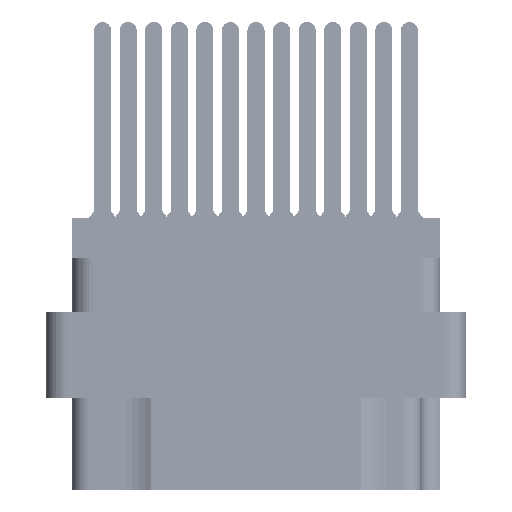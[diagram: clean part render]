
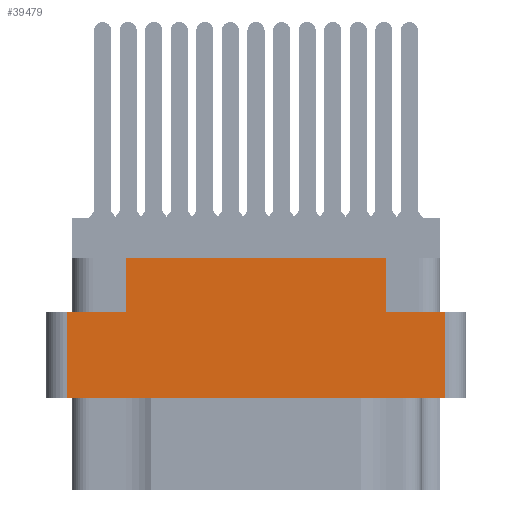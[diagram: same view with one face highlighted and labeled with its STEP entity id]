
A CAD part, left-side view. The second image highlights one B-rep face of the part: STEP entity #39479.
In plain terms, the highlighted planar face has unit normal (-1, 0, 0).
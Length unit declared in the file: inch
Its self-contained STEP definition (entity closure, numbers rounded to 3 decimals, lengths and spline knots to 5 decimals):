
#549 = CARTESIAN_POINT ( 'NONE',  ( -1.359, 0.617, -0.117 ) ) ;
#666 = EDGE_CURVE ( 'NONE', #72700, #24185, #73845, .T. ) ;
#1145 = AXIS2_PLACEMENT_3D ( 'NONE', #39717, #61998, #27944 ) ;
#5828 = EDGE_CURVE ( 'NONE', #72700, #71291, #21244, .T. ) ;
#6937 = VECTOR ( 'NONE', #66185, 39.37008 ) ;
#7426 = CARTESIAN_POINT ( 'NONE',  ( -1.359, 0.555, -0.529 ) ) ;
#8268 = CARTESIAN_POINT ( 'NONE',  ( -1.359, -0.555, -0.277 ) ) ;
#8646 = VERTEX_POINT ( 'NONE', #24453 ) ;
#8842 = CARTESIAN_POINT ( 'NONE',  ( -1.359, -0.3825, -0.277 ) ) ;
#10554 = VERTEX_POINT ( 'NONE', #40850 ) ;
#11523 = DIRECTION ( 'NONE',  ( 0., 1., 0. ) ) ;
#12825 = VECTOR ( 'NONE', #51832, 39.37008 ) ;
#15054 = LINE ( 'NONE', #8842, #71505 ) ;
#15178 = ORIENTED_EDGE ( 'NONE', *, *, #33888, .T. ) ;
#16012 = EDGE_CURVE ( 'NONE', #37941, #10554, #55248, .T. ) ;
#16254 = CARTESIAN_POINT ( 'NONE',  ( -1.359, 0.555, -0.798 ) ) ;
#18022 = CARTESIAN_POINT ( 'NONE',  ( -1.359, -0.555, -0.798 ) ) ;
#19369 = CARTESIAN_POINT ( 'NONE',  ( -1.359, 0., -0.277 ) ) ;
#21043 = VERTEX_POINT ( 'NONE', #63293 ) ;
#21244 = LINE ( 'NONE', #66442, #6937 ) ;
#23137 = EDGE_CURVE ( 'NONE', #21043, #58308, #40475, .T. ) ;
#24185 = VERTEX_POINT ( 'NONE', #7426 ) ;
#24453 = CARTESIAN_POINT ( 'NONE',  ( -1.359, -0.555, -0.529 ) ) ;
#26396 = VECTOR ( 'NONE', #56290, 39.37008 ) ;
#27250 = ORIENTED_EDGE ( 'NONE', *, *, #16012, .F. ) ;
#27880 = EDGE_LOOP ( 'NONE', ( #58424, #51182, #46748, #15178, #65151, #59725, #27250, #28195 ) ) ;
#27944 = DIRECTION ( 'NONE',  ( 0., 0., 1. ) ) ;
#27992 = LINE ( 'NONE', #18022, #12825 ) ;
#28195 = ORIENTED_EDGE ( 'NONE', *, *, #70283, .F. ) ;
#29641 = CARTESIAN_POINT ( 'NONE',  ( -1.359, 0.3825, -0.117 ) ) ;
#32091 = DIRECTION ( 'NONE',  ( 0., 0., 1. ) ) ;
#33888 = EDGE_CURVE ( 'NONE', #8646, #58308, #27992, .T. ) ;
#37941 = VERTEX_POINT ( 'NONE', #29641 ) ;
#38347 = LINE ( 'NONE', #73525, #62528 ) ;
#39479 = ADVANCED_FACE ( 'NONE', ( #60377 ), #44749, .T. ) ;
#39717 = CARTESIAN_POINT ( 'NONE',  ( -1.359, -0.617, -0.798 ) ) ;
#40475 = LINE ( 'NONE', #19369, #72690 ) ;
#40850 = CARTESIAN_POINT ( 'NONE',  ( -1.359, -0.3825, -0.117 ) ) ;
#44749 = PLANE ( 'NONE',  #1145 ) ;
#46296 = DIRECTION ( 'NONE',  ( 0., -1., 0. ) ) ;
#46748 = ORIENTED_EDGE ( 'NONE', *, *, #68093, .F. ) ;
#47102 = CARTESIAN_POINT ( 'NONE',  ( -1.359, 0.3825, -0.277 ) ) ;
#48215 = EDGE_CURVE ( 'NONE', #21043, #10554, #15054, .T. ) ;
#48543 = VECTOR ( 'NONE', #11523, 39.37008 ) ;
#50316 = LINE ( 'NONE', #73819, #48543 ) ;
#51182 = ORIENTED_EDGE ( 'NONE', *, *, #666, .T. ) ;
#51832 = DIRECTION ( 'NONE',  ( 0., 0., 1. ) ) ;
#53467 = VECTOR ( 'NONE', #46296, 39.37008 ) ;
#55248 = LINE ( 'NONE', #549, #53467 ) ;
#56290 = DIRECTION ( 'NONE',  ( 0., 0., -1. ) ) ;
#58308 = VERTEX_POINT ( 'NONE', #8268 ) ;
#58424 = ORIENTED_EDGE ( 'NONE', *, *, #5828, .F. ) ;
#58933 = DIRECTION ( 'NONE',  ( 0., -1., 0. ) ) ;
#59725 = ORIENTED_EDGE ( 'NONE', *, *, #48215, .T. ) ;
#60377 = FACE_OUTER_BOUND ( 'NONE', #27880, .T. ) ;
#61998 = DIRECTION ( 'NONE',  ( -1., 0., 0. ) ) ;
#62528 = VECTOR ( 'NONE', #68036, 39.37008 ) ;
#63293 = CARTESIAN_POINT ( 'NONE',  ( -1.359, -0.3825, -0.277 ) ) ;
#65151 = ORIENTED_EDGE ( 'NONE', *, *, #23137, .F. ) ;
#66185 = DIRECTION ( 'NONE',  ( 0., -1., 0. ) ) ;
#66442 = CARTESIAN_POINT ( 'NONE',  ( -1.359, 0., -0.277 ) ) ;
#68036 = DIRECTION ( 'NONE',  ( 0., 0., 1. ) ) ;
#68093 = EDGE_CURVE ( 'NONE', #8646, #24185, #50316, .T. ) ;
#69322 = CARTESIAN_POINT ( 'NONE',  ( -1.359, 0.555, -0.277 ) ) ;
#70283 = EDGE_CURVE ( 'NONE', #71291, #37941, #38347, .T. ) ;
#71291 = VERTEX_POINT ( 'NONE', #47102 ) ;
#71505 = VECTOR ( 'NONE', #32091, 39.37008 ) ;
#72690 = VECTOR ( 'NONE', #58933, 39.37008 ) ;
#72700 = VERTEX_POINT ( 'NONE', #69322 ) ;
#73525 = CARTESIAN_POINT ( 'NONE',  ( -1.359, 0.3825, -0.277 ) ) ;
#73819 = CARTESIAN_POINT ( 'NONE',  ( -1.359, 0., -0.529 ) ) ;
#73845 = LINE ( 'NONE', #16254, #26396 ) ;
